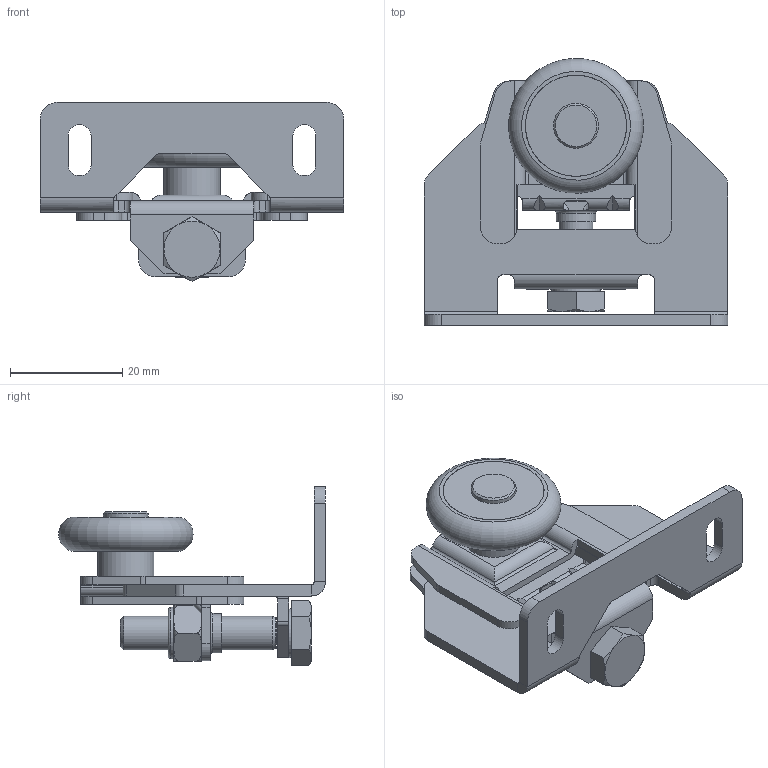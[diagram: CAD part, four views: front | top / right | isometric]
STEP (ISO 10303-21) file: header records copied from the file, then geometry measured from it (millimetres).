
FILE_DESCRIPTION(/* description */ (''),/* implementation_level */ '2;1');
FILE_NAME(/* name */ '0030.stp',/* time_stamp */ '2021-07-02T11:50:46+02:00',/* author */ ('Giuliano'),/* organization */ (''),/* preprocessor_version */ 'ST-DEVELOPER v18.1',/* originating_system */ 'Autodesk Inventor 2021',/* authorisation */ '');
FILE_SCHEMA (('AUTOMOTIVE_DESIGN { 1 0 10303 214 3 1 1 }'));
Length unit declared in the file: millimetre
Products named in the file (1): Pièce3
Bounding box: 54 x 47.47 x 31.87 mm (x, y, z)
Volume: 11317.3 mm3; surface area: 13222.4 mm2
Topology: 8 solids, 8 shells, 296 faces, 747 edges, 481 vertices
Faces by surface type: plane 143, cylinder 126, cone 11, torus 8, bspline 6, sphere 2
Full cylindrical faces by diameter (mm): 1.538 x1, 4.001 x1, 4.917 x1, 5 x1, 5.459 x1, 5.9 x1, 6 x2, 6.1 x2, 7 x1, 8 x1, 8.7 x1, 9.182 x1, 10 x1, 17 x4, 18 x6
Entity records: 9694 total; most frequent: CARTESIAN_POINT 2407, DIRECTION 1539, ORIENTED_EDGE 1492, EDGE_CURVE 746, AXIS2_PLACEMENT_3D 564, VERTEX_POINT 481, LINE 411, VECTOR 411
